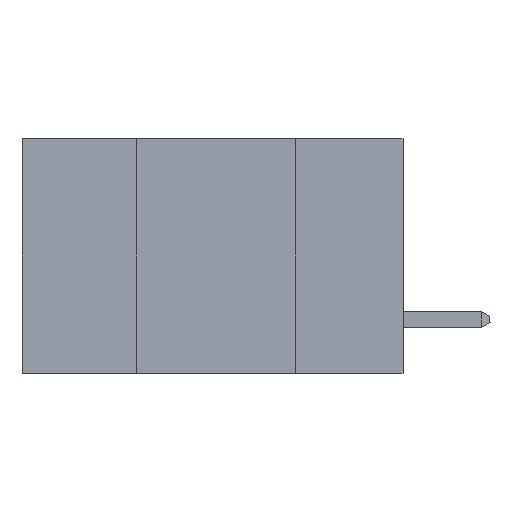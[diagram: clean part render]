
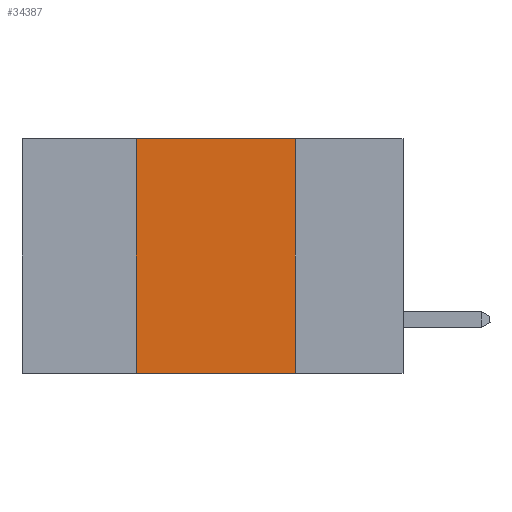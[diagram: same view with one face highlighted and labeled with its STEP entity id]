
A CAD part, left-side view. The second image highlights one B-rep face of the part: STEP entity #34387.
In plain terms, the highlighted planar face has unit normal (-1, 0, 0).
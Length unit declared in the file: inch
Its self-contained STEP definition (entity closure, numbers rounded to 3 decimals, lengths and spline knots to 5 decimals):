
#575 = CARTESIAN_POINT ( 'NONE',  ( 0., 0.42, 0. ) ) ;
#4621 = EDGE_CURVE ( 'NONE', #24520, #13707, #20195, .T. ) ;
#5304 = VECTOR ( 'NONE', #28687, 39.37008 ) ;
#5359 = DIRECTION ( 'NONE',  ( 0., 0., 1. ) ) ;
#5379 = EDGE_CURVE ( 'NONE', #36947, #15708, #16912, .T. ) ;
#6159 = CARTESIAN_POINT ( 'NONE',  ( 0., 0.6, -0.37 ) ) ;
#7018 = PLANE ( 'NONE',  #12653 ) ;
#9318 = EDGE_LOOP ( 'NONE', ( #10558, #20353, #33289, #13461 ) ) ;
#9390 = LINE ( 'NONE', #9488, #32064 ) ;
#9488 = CARTESIAN_POINT ( 'NONE',  ( 0., 0.6, 0. ) ) ;
#10056 = VECTOR ( 'NONE', #32821, 39.37008 ) ;
#10558 = ORIENTED_EDGE ( 'NONE', *, *, #4621, .F. ) ;
#12653 = AXIS2_PLACEMENT_3D ( 'NONE', #13027, #16026, #36722 ) ;
#13027 = CARTESIAN_POINT ( 'NONE',  ( 0., 0.6, 0. ) ) ;
#13461 = ORIENTED_EDGE ( 'NONE', *, *, #35406, .T. ) ;
#13707 = VERTEX_POINT ( 'NONE', #27499 ) ;
#15681 = EDGE_CURVE ( 'NONE', #15708, #24520, #9390, .T. ) ;
#15708 = VERTEX_POINT ( 'NONE', #575 ) ;
#16026 = DIRECTION ( 'NONE',  ( 1., 0., 0. ) ) ;
#16912 = LINE ( 'NONE', #23162, #32566 ) ;
#18950 = CARTESIAN_POINT ( 'NONE',  ( 0., 0.42, -0.37 ) ) ;
#20195 = LINE ( 'NONE', #25719, #5304 ) ;
#20353 = ORIENTED_EDGE ( 'NONE', *, *, #15681, .F. ) ;
#23162 = CARTESIAN_POINT ( 'NONE',  ( 0., 0.42, 0. ) ) ;
#24301 = FACE_OUTER_BOUND ( 'NONE', #9318, .T. ) ;
#24520 = VERTEX_POINT ( 'NONE', #29742 ) ;
#25719 = CARTESIAN_POINT ( 'NONE',  ( 0., 0.17, 0. ) ) ;
#25844 = LINE ( 'NONE', #6159, #10056 ) ;
#27499 = CARTESIAN_POINT ( 'NONE',  ( 0., 0.17, -0.37 ) ) ;
#28687 = DIRECTION ( 'NONE',  ( 0., 0., -1. ) ) ;
#29742 = CARTESIAN_POINT ( 'NONE',  ( 0., 0.17, 0. ) ) ;
#30190 = DIRECTION ( 'NONE',  ( 0., -1., 0. ) ) ;
#32064 = VECTOR ( 'NONE', #30190, 39.37008 ) ;
#32566 = VECTOR ( 'NONE', #5359, 39.37008 ) ;
#32821 = DIRECTION ( 'NONE',  ( 0., -1., 0. ) ) ;
#33289 = ORIENTED_EDGE ( 'NONE', *, *, #5379, .F. ) ;
#34387 = ADVANCED_FACE ( 'NONE', ( #24301 ), #7018, .F. ) ;
#35406 = EDGE_CURVE ( 'NONE', #36947, #13707, #25844, .T. ) ;
#36722 = DIRECTION ( 'NONE',  ( 0., 0., -1. ) ) ;
#36947 = VERTEX_POINT ( 'NONE', #18950 ) ;
